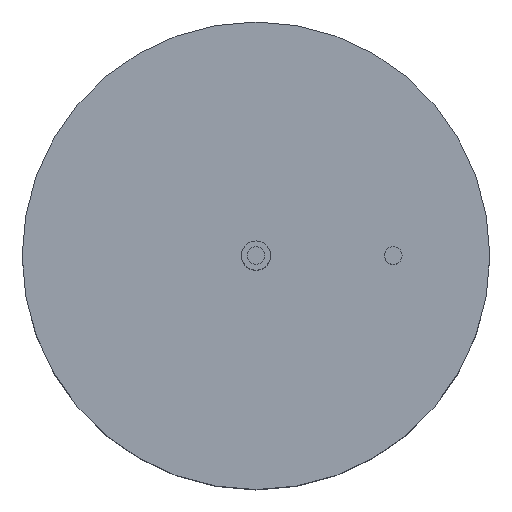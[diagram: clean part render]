
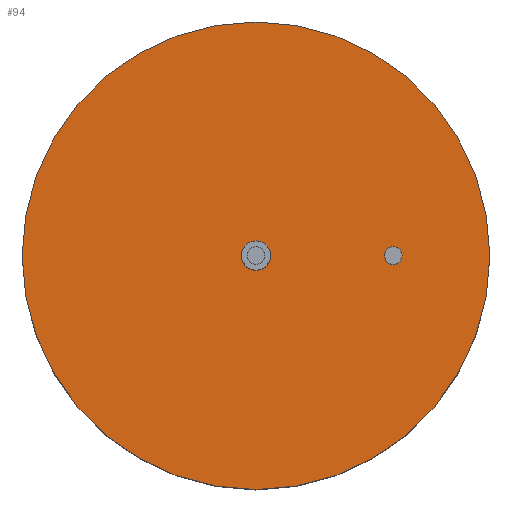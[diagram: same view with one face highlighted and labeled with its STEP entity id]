
A CAD part, top view. The second image highlights one B-rep face of the part: STEP entity #94.
In plain terms, the highlighted planar face has unit normal (0, 0, 1).
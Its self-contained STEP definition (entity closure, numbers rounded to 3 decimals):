
#94=ADVANCED_FACE('',(#171,#173,#175),#177,.T.);
#171=FACE_BOUND('',#172,.T.);
#172=EDGE_LOOP('',(#222));
#173=FACE_BOUND('',#174,.T.);
#174=EDGE_LOOP('',(#223));
#175=FACE_BOUND('',#176,.T.);
#176=EDGE_LOOP('',(#224));
#177=PLANE('',#178);
#178=AXIS2_PLACEMENT_3D('',#179,#180,#181);
#179=CARTESIAN_POINT('',(0.,0.,7.5));
#180=DIRECTION('',(0.,0.,1.));
#181=DIRECTION('',(1.,0.,0.));
#222=ORIENTED_EDGE('',*,*,#236,.T.);
#223=ORIENTED_EDGE('',*,*,#237,.F.);
#224=ORIENTED_EDGE('',*,*,#233,.F.);
#233=EDGE_CURVE('',#242,#242,#243,.T.);
#236=EDGE_CURVE('',#248,#248,#249,.T.);
#237=EDGE_CURVE('',#250,#250,#251,.T.);
#242=VERTEX_POINT('',#261);
#243=CIRCLE('',#262,0.3);
#248=VERTEX_POINT('',#276);
#249=CIRCLE('',#277,8.);
#250=VERTEX_POINT('',#281);
#251=CIRCLE('',#282,0.5);
#261=CARTESIAN_POINT('',(5.,0.,7.5));
#262=AXIS2_PLACEMENT_3D('',#263,#264,#265);
#263=CARTESIAN_POINT('',(4.7,0.,7.5));
#264=DIRECTION('',(0.,0.,1.));
#265=DIRECTION('',(1.,0.,0.));
#276=CARTESIAN_POINT('',(8.,0.,7.5));
#277=AXIS2_PLACEMENT_3D('',#278,#279,#280);
#278=CARTESIAN_POINT('',(0.,0.,7.5));
#279=DIRECTION('',(0.,0.,1.));
#280=DIRECTION('',(1.,0.,0.));
#281=CARTESIAN_POINT('',(0.5,0.,7.5));
#282=AXIS2_PLACEMENT_3D('',#283,#284,#285);
#283=CARTESIAN_POINT('',(0.,0.,7.5));
#284=DIRECTION('',(0.,0.,1.));
#285=DIRECTION('',(1.,0.,0.));
